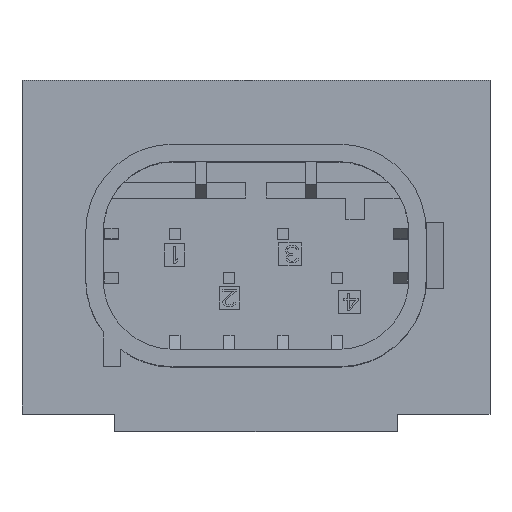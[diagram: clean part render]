
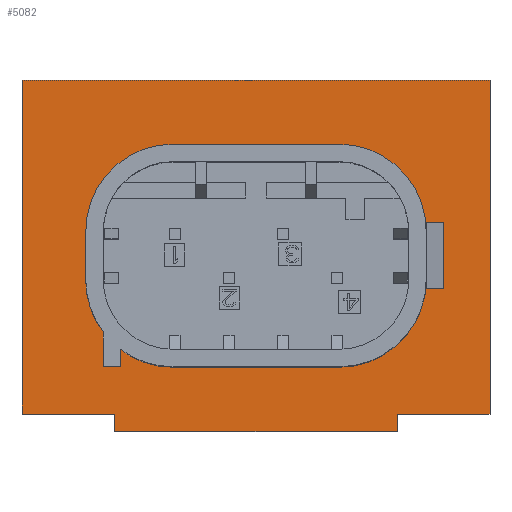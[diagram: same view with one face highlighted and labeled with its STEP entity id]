
A CAD part, top view. The second image highlights one B-rep face of the part: STEP entity #5082.
In plain terms, the highlighted planar face has unit normal (0, 0, 1).
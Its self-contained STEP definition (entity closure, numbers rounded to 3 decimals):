
#201=DIRECTION('',(-1.,0.,0.));
#202=VECTOR('',#201,26.8);
#203=CARTESIAN_POINT('',(13.4,10.05,-17.1));
#204=LINE('',#203,#202);
#205=DIRECTION('',(0.,1.,0.));
#206=VECTOR('',#205,19.1);
#207=CARTESIAN_POINT('',(13.4,-9.05,-17.1));
#208=LINE('',#207,#206);
#209=DIRECTION('',(1.,0.,0.));
#210=VECTOR('',#209,5.3);
#211=CARTESIAN_POINT('',(8.1,-9.05,-17.1));
#212=LINE('',#211,#210);
#213=DIRECTION('',(0.,1.,0.));
#214=VECTOR('',#213,1.);
#215=CARTESIAN_POINT('',(8.1,-10.05,-17.1));
#216=LINE('',#215,#214);
#217=DIRECTION('',(1.,0.,0.));
#218=VECTOR('',#217,16.2);
#219=CARTESIAN_POINT('',(-8.1,-10.05,-17.1));
#220=LINE('',#219,#218);
#221=DIRECTION('',(0.,-1.,0.));
#222=VECTOR('',#221,1.);
#223=CARTESIAN_POINT('',(-8.1,-9.05,-17.1));
#224=LINE('',#223,#222);
#225=DIRECTION('',(1.,0.,0.));
#226=VECTOR('',#225,5.3);
#227=CARTESIAN_POINT('',(-13.4,-9.05,-17.1));
#228=LINE('',#227,#226);
#229=DIRECTION('',(0.,-1.,0.));
#230=VECTOR('',#229,19.1);
#231=CARTESIAN_POINT('',(-13.4,10.05,-17.1));
#232=LINE('',#231,#230);
#1933=CARTESIAN_POINT('',(-4.75,1.375,-17.1));
#1934=DIRECTION('',(0.,0.,1.));
#1935=DIRECTION('',(0.,1.,0.));
#1936=AXIS2_PLACEMENT_3D('',#1933,#1934,#1935);
#1942=DIRECTION('',(-1.,0.,0.));
#1943=VECTOR('',#1942,9.5);
#1944=CARTESIAN_POINT('',(4.75,6.375,-17.1));
#1945=LINE('',#1944,#1943);
#1958=CARTESIAN_POINT('',(4.75,1.375,-17.1));
#1959=DIRECTION('',(0.,0.,1.));
#1960=DIRECTION('',(1.,0.,0.));
#1961=AXIS2_PLACEMENT_3D('',#1958,#1959,#1960);
#1979=CARTESIAN_POINT('',(4.75,-1.375,-17.1));
#1980=DIRECTION('',(0.,0.,1.));
#1981=DIRECTION('',(0.,-1.,0.));
#1982=AXIS2_PLACEMENT_3D('',#1979,#1980,#1981);
#1992=DIRECTION('',(0.,1.,0.));
#1993=VECTOR('',#1992,2.75);
#1994=CARTESIAN_POINT('',(9.75,-1.375,-17.1));
#1995=LINE('',#1994,#1993);
#2056=DIRECTION('',(1.,0.,0.));
#2057=VECTOR('',#2056,9.5);
#2058=CARTESIAN_POINT('',(-4.75,-6.375,-17.1));
#2059=LINE('',#2058,#2057);
#2073=CARTESIAN_POINT('',(-4.75,-1.375,-17.1));
#2074=DIRECTION('',(0.,0.,1.));
#2075=DIRECTION('',(-1.,0.,0.));
#2076=AXIS2_PLACEMENT_3D('',#2073,#2074,#2075);
#2106=DIRECTION('',(0.,-1.,0.));
#2107=VECTOR('',#2106,2.75);
#2108=CARTESIAN_POINT('',(-9.75,1.375,-17.1));
#2109=LINE('',#2108,#2107);
#3784=CARTESIAN_POINT('',(13.4,10.05,-17.1));
#3785=CARTESIAN_POINT('',(-13.4,10.05,-17.1));
#3786=VERTEX_POINT('',#3784);
#3787=VERTEX_POINT('',#3785);
#3788=CARTESIAN_POINT('',(-13.4,-9.05,-17.1));
#3789=VERTEX_POINT('',#3788);
#3790=CARTESIAN_POINT('',(8.1,-9.05,-17.1));
#3791=CARTESIAN_POINT('',(13.4,-9.05,-17.1));
#3792=VERTEX_POINT('',#3790);
#3793=VERTEX_POINT('',#3791);
#3802=CARTESIAN_POINT('',(-4.75,6.375,-17.1));
#3803=CARTESIAN_POINT('',(-9.75,1.375,-17.1));
#3804=VERTEX_POINT('',#3802);
#3805=VERTEX_POINT('',#3803);
#3806=CARTESIAN_POINT('',(-9.75,-1.375,-17.1));
#3807=VERTEX_POINT('',#3806);
#3808=CARTESIAN_POINT('',(-4.75,-6.375,-17.1));
#3809=VERTEX_POINT('',#3808);
#3810=CARTESIAN_POINT('',(4.75,-6.375,-17.1));
#3811=VERTEX_POINT('',#3810);
#3812=CARTESIAN_POINT('',(9.75,-1.375,-17.1));
#3813=VERTEX_POINT('',#3812);
#3814=CARTESIAN_POINT('',(9.75,1.375,-17.1));
#3815=VERTEX_POINT('',#3814);
#3816=CARTESIAN_POINT('',(4.75,6.375,-17.1));
#3817=VERTEX_POINT('',#3816);
#4548=CARTESIAN_POINT('',(-8.1,-9.05,-17.1));
#4549=VERTEX_POINT('',#4548);
#4550=CARTESIAN_POINT('',(-8.1,-10.05,-17.1));
#4551=VERTEX_POINT('',#4550);
#4552=CARTESIAN_POINT('',(8.1,-10.05,-17.1));
#4553=VERTEX_POINT('',#4552);
#5041=CARTESIAN_POINT('',(0.,0.,-17.1));
#5042=DIRECTION('',(0.,0.,1.));
#5043=DIRECTION('',(1.,0.,0.));
#5044=AXIS2_PLACEMENT_3D('',#5041,#5042,#5043);
#5045=PLANE('',#5044);
#5047=ORIENTED_EDGE('',*,*,#5046,.F.);
#5049=ORIENTED_EDGE('',*,*,#5048,.F.);
#5051=ORIENTED_EDGE('',*,*,#5050,.F.);
#5053=ORIENTED_EDGE('',*,*,#5052,.F.);
#5055=ORIENTED_EDGE('',*,*,#5054,.F.);
#5057=ORIENTED_EDGE('',*,*,#5056,.F.);
#5059=ORIENTED_EDGE('',*,*,#5058,.F.);
#5061=ORIENTED_EDGE('',*,*,#5060,.F.);
#5062=EDGE_LOOP('',(#5047,#5049,#5051,#5053,#5055,#5057,#5059,#5061));
#5063=FACE_OUTER_BOUND('',#5062,.F.);
#5065=ORIENTED_EDGE('',*,*,#5064,.T.);
#5067=ORIENTED_EDGE('',*,*,#5066,.T.);
#5069=ORIENTED_EDGE('',*,*,#5068,.T.);
#5071=ORIENTED_EDGE('',*,*,#5070,.T.);
#5073=ORIENTED_EDGE('',*,*,#5072,.T.);
#5075=ORIENTED_EDGE('',*,*,#5074,.T.);
#5077=ORIENTED_EDGE('',*,*,#5076,.T.);
#5079=ORIENTED_EDGE('',*,*,#5078,.T.);
#5080=EDGE_LOOP('',(#5065,#5067,#5069,#5071,#5073,#5075,#5077,#5079));
#5081=FACE_BOUND('',#5080,.F.);
#5082=ADVANCED_FACE('',(#5063,#5081),#5045,.T.);
#1937=CIRCLE('',#1936,5.);
#1962=CIRCLE('',#1961,5.);
#1983=CIRCLE('',#1982,5.);
#2077=CIRCLE('',#2076,5.);
#5046=EDGE_CURVE('',#3786,#3787,#204,.T.);
#5048=EDGE_CURVE('',#3793,#3786,#208,.T.);
#5050=EDGE_CURVE('',#3792,#3793,#212,.T.);
#5052=EDGE_CURVE('',#4553,#3792,#216,.T.);
#5054=EDGE_CURVE('',#4551,#4553,#220,.T.);
#5056=EDGE_CURVE('',#4549,#4551,#224,.T.);
#5058=EDGE_CURVE('',#3789,#4549,#228,.T.);
#5060=EDGE_CURVE('',#3787,#3789,#232,.T.);
#5064=EDGE_CURVE('',#3804,#3805,#1937,.T.);
#5066=EDGE_CURVE('',#3805,#3807,#2109,.T.);
#5068=EDGE_CURVE('',#3807,#3809,#2077,.T.);
#5070=EDGE_CURVE('',#3809,#3811,#2059,.T.);
#5072=EDGE_CURVE('',#3811,#3813,#1983,.T.);
#5074=EDGE_CURVE('',#3813,#3815,#1995,.T.);
#5076=EDGE_CURVE('',#3815,#3817,#1962,.T.);
#5078=EDGE_CURVE('',#3817,#3804,#1945,.T.);
